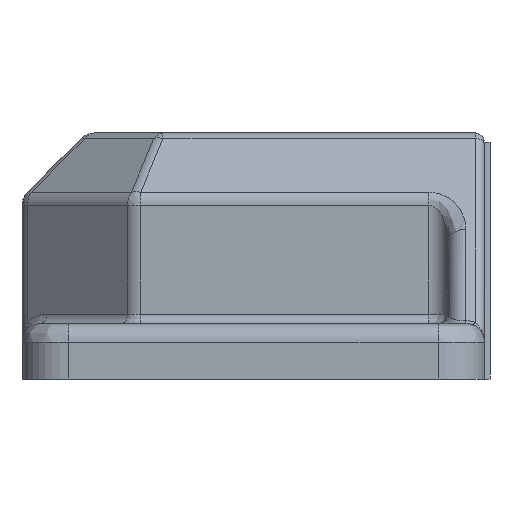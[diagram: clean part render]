
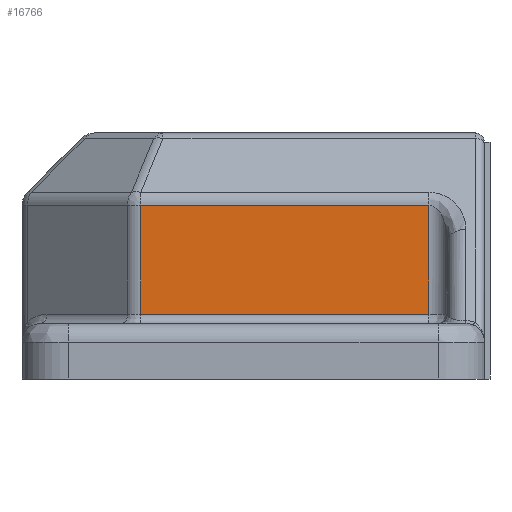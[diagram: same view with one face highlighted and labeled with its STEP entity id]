
A CAD part, left-side view. The second image highlights one B-rep face of the part: STEP entity #16766.
In plain terms, the highlighted planar face has unit normal (-1, 0, 0).
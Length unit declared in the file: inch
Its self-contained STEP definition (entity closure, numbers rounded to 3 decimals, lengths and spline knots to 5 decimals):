
#841 = CARTESIAN_POINT ( 'NONE',  ( 0.3937, 0.74803, 0.36952 ) ) ;
#990 = LINE ( 'NONE', #2649, #15393 ) ;
#1297 = EDGE_LOOP ( 'NONE', ( #12009, #10819, #17263, #2980 ) ) ;
#1673 = CARTESIAN_POINT ( 'NONE',  ( 0.3937, 0., 0.1378 ) ) ;
#2649 = CARTESIAN_POINT ( 'NONE',  ( 0.3937, 0.73172, 0.11811 ) ) ;
#2953 = CARTESIAN_POINT ( 'NONE',  ( 0.3937, 0.74803, 0.11811 ) ) ;
#2980 = ORIENTED_EDGE ( 'NONE', *, *, #14882, .F. ) ;
#3701 = EDGE_CURVE ( 'NONE', #7544, #6133, #5493, .T. ) ;
#5324 = CARTESIAN_POINT ( 'NONE',  ( 0.3937, 0.11811, 0.36952 ) ) ;
#5493 = LINE ( 'NONE', #1673, #8300 ) ;
#6000 = DIRECTION ( 'NONE',  ( 0., -1., 0. ) ) ;
#6133 = VERTEX_POINT ( 'NONE', #14600 ) ;
#6369 = DIRECTION ( 'NONE',  ( 0., -1., 0. ) ) ;
#6468 = VECTOR ( 'NONE', #11840, 39.37008 ) ;
#7072 = CARTESIAN_POINT ( 'NONE',  ( 0.3937, 0.73172, 0.1378 ) ) ;
#7444 = VERTEX_POINT ( 'NONE', #5324 ) ;
#7544 = VERTEX_POINT ( 'NONE', #7072 ) ;
#7617 = FACE_OUTER_BOUND ( 'NONE', #1297, .T. ) ;
#7706 = VECTOR ( 'NONE', #6369, 39.37008 ) ;
#8300 = VECTOR ( 'NONE', #6000, 39.37008 ) ;
#8388 = AXIS2_PLACEMENT_3D ( 'NONE', #2953, #12584, #16754 ) ;
#8437 = PLANE ( 'NONE',  #8388 ) ;
#10660 = EDGE_CURVE ( 'NONE', #7444, #6133, #12688, .T. ) ;
#10819 = ORIENTED_EDGE ( 'NONE', *, *, #10660, .F. ) ;
#11367 = LINE ( 'NONE', #841, #7706 ) ;
#11827 = CARTESIAN_POINT ( 'NONE',  ( 0.3937, 0.73172, 0.36952 ) ) ;
#11840 = DIRECTION ( 'NONE',  ( 0., 0., -1. ) ) ;
#12009 = ORIENTED_EDGE ( 'NONE', *, *, #3701, .T. ) ;
#12584 = DIRECTION ( 'NONE',  ( 1., 0., 0. ) ) ;
#12688 = LINE ( 'NONE', #15887, #6468 ) ;
#13133 = EDGE_CURVE ( 'NONE', #14191, #7444, #11367, .T. ) ;
#14191 = VERTEX_POINT ( 'NONE', #11827 ) ;
#14600 = CARTESIAN_POINT ( 'NONE',  ( 0.3937, 0.11811, 0.1378 ) ) ;
#14882 = EDGE_CURVE ( 'NONE', #7544, #14191, #990, .T. ) ;
#15393 = VECTOR ( 'NONE', #16499, 39.37008 ) ;
#15887 = CARTESIAN_POINT ( 'NONE',  ( 0.3937, 0.11811, 0.11811 ) ) ;
#16499 = DIRECTION ( 'NONE',  ( 0., 0., 1. ) ) ;
#16754 = DIRECTION ( 'NONE',  ( 0., 0., -1. ) ) ;
#16766 = ADVANCED_FACE ( 'NONE', ( #7617 ), #8437, .F. ) ;
#17263 = ORIENTED_EDGE ( 'NONE', *, *, #13133, .F. ) ;
